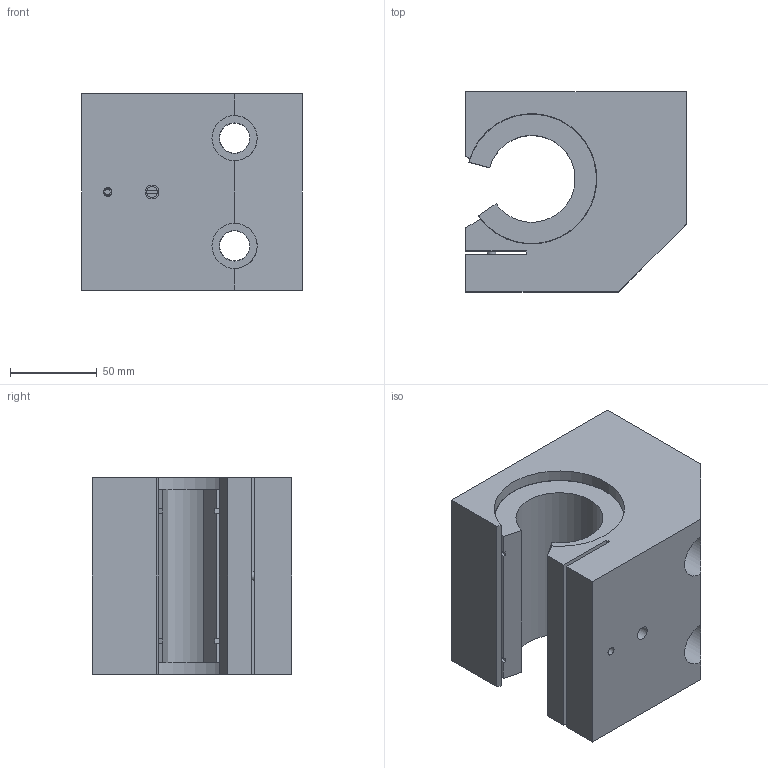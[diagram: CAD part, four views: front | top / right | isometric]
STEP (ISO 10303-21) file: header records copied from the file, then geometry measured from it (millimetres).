
FILE_DESCRIPTION(/* description */ ('Gehäuseeinheit mit seitlichem Segmentausschnitt und einstellbar'),/* implementation_level */ '2;1');
FILE_NAME(/* name */ '190606-0.step',/* time_stamp */ '2021-08-18T15:53:13+02:00',/* author */ ('MuellerJ'),/* organization */ (''),/* preprocessor_version */ 'ST-DEVELOPER v18.1',/* originating_system */ 'Autodesk Inventor 2021',/* authorisation */ '');
FILE_SCHEMA (('AUTOMOTIVE_DESIGN { 1 0 10303 214 3 1 1 }'));
Length unit declared in the file: millimetre
Products named in the file (3): leer; leer_1; leer_2
Assembly tree (2 placements, depth 2):
  leer
    leer_1
    leer_2
Bounding box: 127 x 115 x 113 mm (x, y, z)
Volume: 1180248.9 mm3; surface area: 152855.4 mm2
Topology: 2 solids, 3 shells, 69 faces, 165 edges, 110 vertices
Faces by surface type: plane 44, cylinder 21, cone 2, torus 2
Full cylindrical faces by diameter (mm): 2.9 x1, 4 x1, 4.134 x2, 4.917 x2, 6.5 x1, 8 x1, 17.294 x2, 17.5 x2, 26 x2
Entity records: 2199 total; most frequent: CARTESIAN_POINT 419, DIRECTION 361, ORIENTED_EDGE 330, EDGE_CURVE 165, AXIS2_PLACEMENT_3D 128, VERTEX_POINT 110, LINE 105, VECTOR 105
